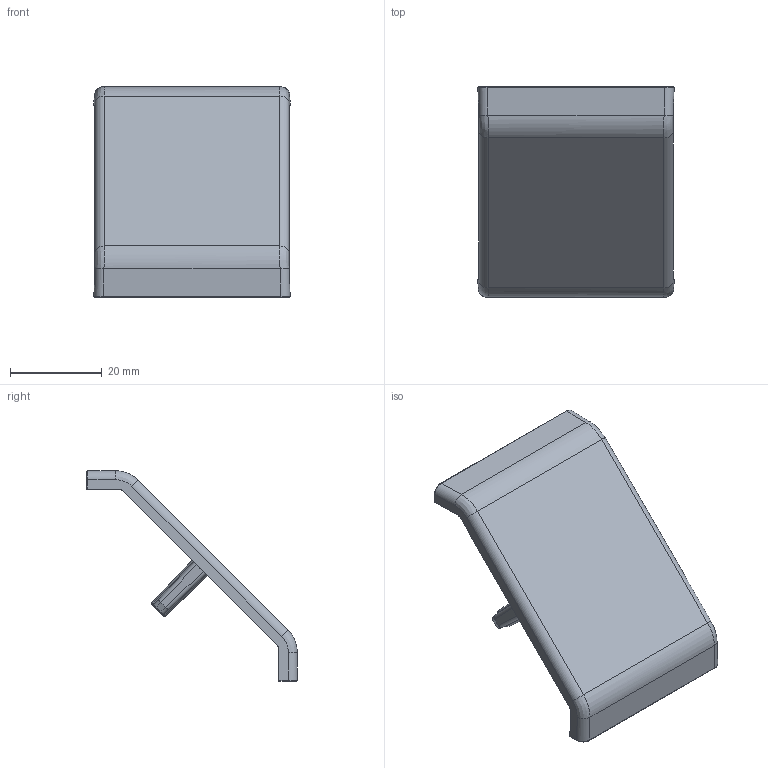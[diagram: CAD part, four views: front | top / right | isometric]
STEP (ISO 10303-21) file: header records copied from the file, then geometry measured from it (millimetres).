
FILE_DESCRIPTION (( 'STEP AP203' ), '1' );
FILE_NAME ('412352010_c_1.STEP', '2023-03-06T05:09:52', ( '' ), ( '' ), 'SwSTEP 2.0', 'SolidWorks 2014', '' );
FILE_SCHEMA (( 'CONFIG_CONTROL_DESIGN' ));
Length unit declared in the file: millimetre
Products named in the file (1): 412352010_c_1
Bounding box: 42.8 x 45.91 x 45.91 mm (x, y, z)
Volume: 7798.2 mm3; surface area: 7596.3 mm2
Topology: 1 solids, 1 shells, 369 faces, 916 edges, 538 vertices
Faces by surface type: bspline 202, cylinder 114, plane 47, cone 6
Entity records: 15225 total; most frequent: CARTESIAN_POINT 8068, ORIENTED_EDGE 1806, DIRECTION 1048, EDGE_CURVE 903, VERTEX_POINT 538, AXIS2_PLACEMENT_3D 414, B_SPLINE_CURVE_WITH_KNOTS 389, EDGE_LOOP 371
